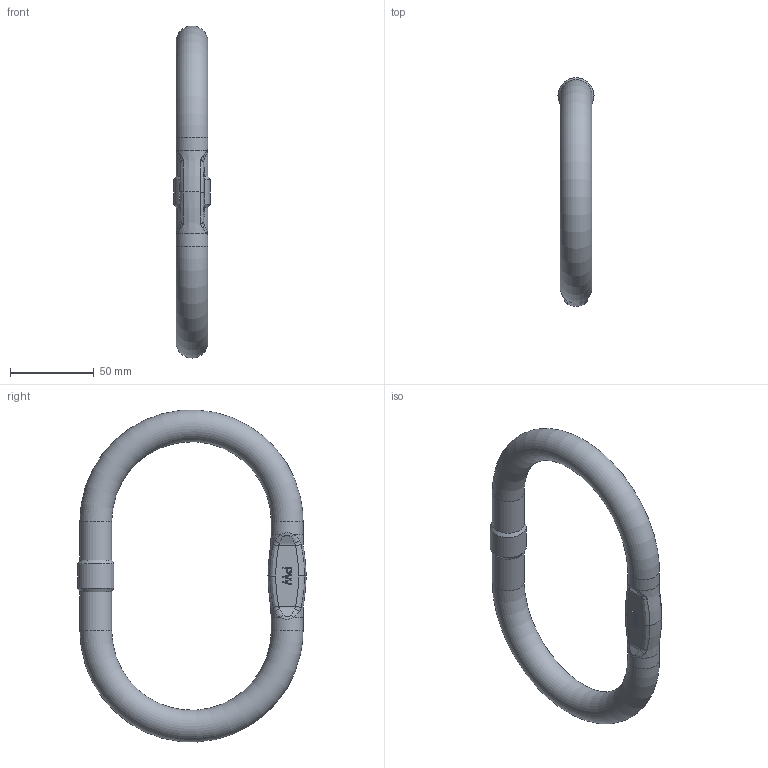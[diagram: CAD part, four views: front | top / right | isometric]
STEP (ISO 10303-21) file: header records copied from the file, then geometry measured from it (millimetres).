
FILE_DESCRIPTION(/* description */ (''),/* implementation_level */ '2;1');
FILE_NAME(/* name */ 'MWP 18 Kundenmodell.stp',/* time_stamp */ '2022-08-25T16:46:18+02:00',/* author */ (''),/* organization */ (''),/* preprocessor_version */ 'ST-DEVELOPER v16',/* originating_system */ 'SIEMENS PLM Software NX 11.0',/* authorisation */ '');
FILE_SCHEMA (('AUTOMOTIVE_DESIGN { 1 0 10303 214 3 1 1 1 }'));
Length unit declared in the file: millimetre
Products named in the file (1): baf06442CD45top
Bounding box: 21.5 x 136.15 x 197.81 mm (x, y, z)
Volume: 139300.2 mm3; surface area: 29558.9 mm2
Topology: 1 solids, 1 shells, 196 faces, 496 edges, 320 vertices
Faces by surface type: plane 112, extrusion 39, bspline 32, cylinder 9, torus 2, cone 2
Full cylindrical faces by diameter (mm): 19 x4, 21.5 x1
Entity records: 8228 total; most frequent: CARTESIAN_POINT 4111, ORIENTED_EDGE 962, DIRECTION 574, EDGE_CURVE 481, VERTEX_POINT 314, B_SPLINE_CURVE_WITH_KNOTS 269, VECTOR 258, EDGE_LOOP 225
